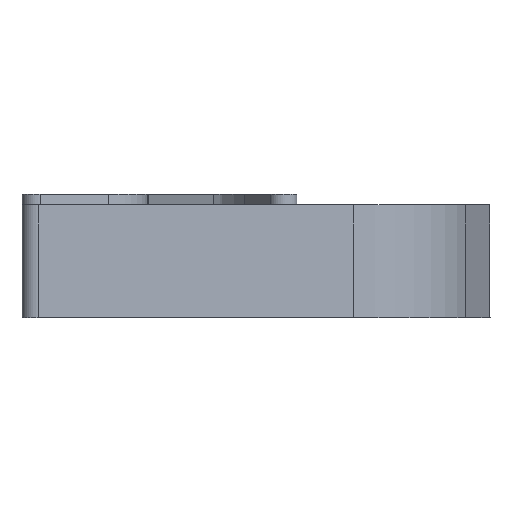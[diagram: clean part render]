
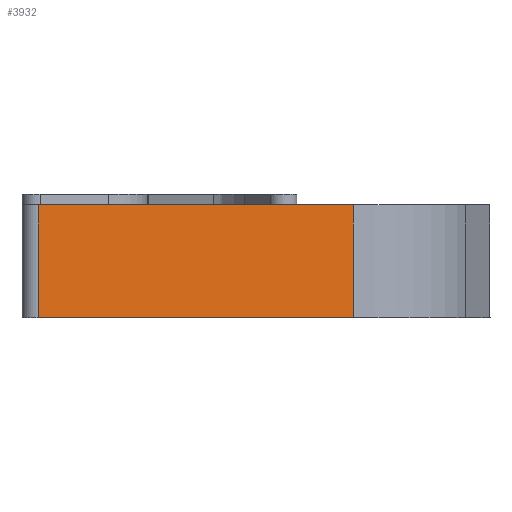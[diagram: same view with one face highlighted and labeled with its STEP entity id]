
A CAD part, front view. The second image highlights one B-rep face of the part: STEP entity #3932.
In plain terms, the highlighted planar face has unit normal (0.153, -0.988, 0).
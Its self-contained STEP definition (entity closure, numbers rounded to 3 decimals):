
#558 = CARTESIAN_POINT ( 'NONE',  ( 87.001, 11.954, 16. ) ) ;
#888 = VECTOR ( 'NONE', #7940, 1000. ) ;
#1020 = FACE_OUTER_BOUND ( 'NONE', #7140, .T. ) ;
#1264 = VERTEX_POINT ( 'NONE', #7714 ) ;
#2033 = LINE ( 'NONE', #8702, #888 ) ;
#2063 = VERTEX_POINT ( 'NONE', #2084 ) ;
#2084 = CARTESIAN_POINT ( 'NONE',  ( 42.325, 5.056, 0. ) ) ;
#2580 = CARTESIAN_POINT ( 'NONE',  ( 0.223, -1.445, 16. ) ) ;
#2853 = DIRECTION ( 'NONE',  ( 0.153, -0.988, 0. ) ) ;
#3044 = EDGE_CURVE ( 'NONE', #7716, #1264, #2033, .T. ) ;
#3217 = VECTOR ( 'NONE', #6698, 1000. ) ;
#3293 = EDGE_CURVE ( 'NONE', #1264, #2063, #4692, .T. ) ;
#3310 = ORIENTED_EDGE ( 'NONE', *, *, #3293, .F. ) ;
#3456 = EDGE_CURVE ( 'NONE', #4169, #2063, #8250, .T. ) ;
#3932 = ADVANCED_FACE ( 'NONE', ( #1020 ), #4728, .T. ) ;
#4149 = VECTOR ( 'NONE', #7417, 1000. ) ;
#4169 = VERTEX_POINT ( 'NONE', #7158 ) ;
#4371 = DIRECTION ( 'NONE',  ( -0.988, -0.153, 0. ) ) ;
#4586 = CARTESIAN_POINT ( 'NONE',  ( 42.325, 5.056, 0. ) ) ;
#4692 = LINE ( 'NONE', #6080, #3217 ) ;
#4728 = PLANE ( 'NONE',  #9076 ) ;
#5112 = EDGE_CURVE ( 'NONE', #7716, #4169, #7771, .T. ) ;
#5639 = ORIENTED_EDGE ( 'NONE', *, *, #3456, .T. ) ;
#6080 = CARTESIAN_POINT ( 'NONE',  ( 0.223, -1.445, 0. ) ) ;
#6575 = CARTESIAN_POINT ( 'NONE',  ( 0.223, -1.445, 16. ) ) ;
#6698 = DIRECTION ( 'NONE',  ( -0.988, -0.153, 0. ) ) ;
#7040 = VECTOR ( 'NONE', #4371, 1000. ) ;
#7140 = EDGE_LOOP ( 'NONE', ( #9483, #5639, #3310, #9573 ) ) ;
#7158 = CARTESIAN_POINT ( 'NONE',  ( 42.325, 5.056, 16. ) ) ;
#7417 = DIRECTION ( 'NONE',  ( 0., 0., -1. ) ) ;
#7714 = CARTESIAN_POINT ( 'NONE',  ( 87.001, 11.954, 0. ) ) ;
#7716 = VERTEX_POINT ( 'NONE', #558 ) ;
#7765 = DIRECTION ( 'NONE',  ( 0.988, 0.153, 0. ) ) ;
#7771 = LINE ( 'NONE', #6575, #7040 ) ;
#7940 = DIRECTION ( 'NONE',  ( 0., 0., -1. ) ) ;
#8250 = LINE ( 'NONE', #4586, #4149 ) ;
#8702 = CARTESIAN_POINT ( 'NONE',  ( 87.001, 11.954, 16. ) ) ;
#9076 = AXIS2_PLACEMENT_3D ( 'NONE', #2580, #2853, #7765 ) ;
#9483 = ORIENTED_EDGE ( 'NONE', *, *, #5112, .T. ) ;
#9573 = ORIENTED_EDGE ( 'NONE', *, *, #3044, .F. ) ;
